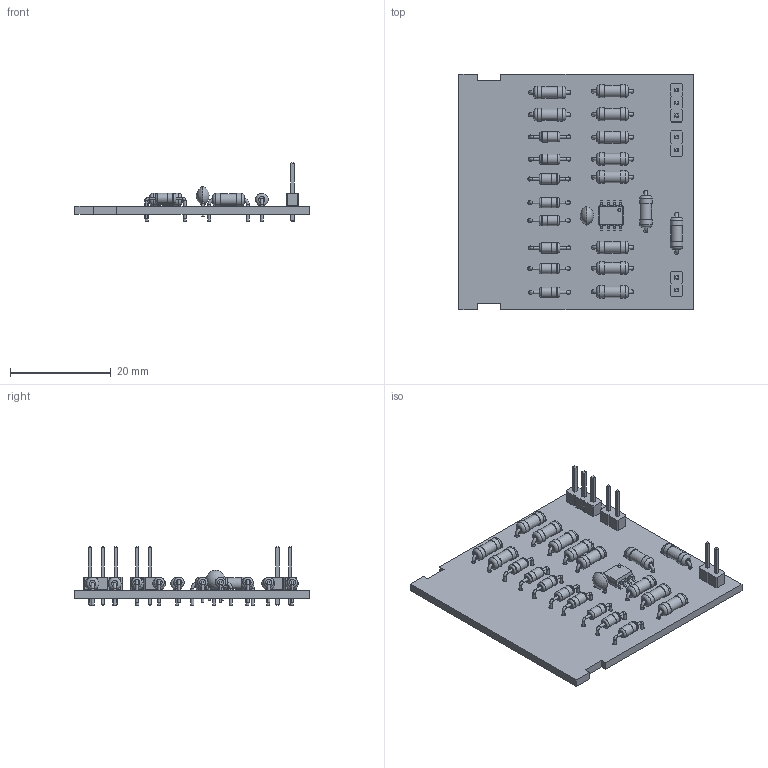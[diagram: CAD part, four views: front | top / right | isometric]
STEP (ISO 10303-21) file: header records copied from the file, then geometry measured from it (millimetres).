
FILE_DESCRIPTION(('KiCad electronic assembly'),'2;1');
FILE_NAME('OdysseyDaughterCardSummer.step','2024-06-18T23:42:10',( 'Pcbnew'),('Kicad'),'Open CASCADE STEP processor 7.7', 'KiCad to STEP converter','Unknown');
FILE_SCHEMA(('AUTOMOTIVE_DESIGN { 1 0 10303 214 1 1 1 1 }'));
Length unit declared in the file: millimetre
Products named in the file (14): OdysseyDaughterCardSummer 1; D_DO-35_SOD27_P7.62mm_Horizontal; R_Axial_DIN0207_L6.3mm_D2.5mm_P7.62mm_Horizontal; R_Axial_DIN0207_L63mm_D25mm_P762mm_Horizontal; C_Disc_D3.8mm_W2.6mm_P2.50mm; C_Disc_D38mm_W26mm_P250mm; PinHeader_1x02_P2.54mm_Vertical; PinHeader_1x02_P254mm_Vertical; SOIC-8_3.9x4.9mm_P1.27mm; SOIC_8_39x49mm_P127mm; PinHeader_1x03_P2.54mm_Vertical; PinHeader_1x03_P254mm_Vertical; _autosave-OdysseyDaughterCardSummer_PCB
Assembly tree (32 placements, depth 3):
  OdysseyDaughterCardSummer 1
    D_DO-35_SOD27_P7.62mm_Horizontal  x8
      D_DO-35_SOD27_P7.62mm_Horizontal
    R_Axial_DIN0207_L6.3mm_D2.5mm_P7.62mm_Horizontal  x12
      R_Axial_DIN0207_L63mm_D25mm_P762mm_Horizontal
    C_Disc_D3.8mm_W2.6mm_P2.50mm
      C_Disc_D38mm_W26mm_P250mm
    PinHeader_1x02_P2.54mm_Vertical  x2
      PinHeader_1x02_P254mm_Vertical
    SOIC-8_3.9x4.9mm_P1.27mm
      SOIC_8_39x49mm_P127mm
    PinHeader_1x03_P2.54mm_Vertical
      PinHeader_1x03_P254mm_Vertical
    _autosave-OdysseyDaughterCardSummer_PCB
Bounding box: 46.48 x 46.6 x 11.54 mm (x, y, z)
Volume: 4066.1 mm3; surface area: 6543.8 mm2
Topology: 34 solids, 34 shells, 717 faces, 1505 edges, 933 vertices
Faces by surface type: plane 407, cylinder 192, torus 80, bspline 32, revolution 4, sphere 2
Full cylindrical faces by diameter (mm): 0.5 x26, 0.6 x25, 0.8 x42, 1 x7, 2 x16, 2.02 x8, 2.25 x12, 2.5 x24
Entity records: 14999 total; most frequent: CARTESIAN_POINT 2964, ORIENTED_EDGE 1920, DIRECTION 1909, EDGE_CURVE 960, LINE 705, VECTOR 705, VERTEX_POINT 605, AXIS2_PLACEMENT_3D 600
